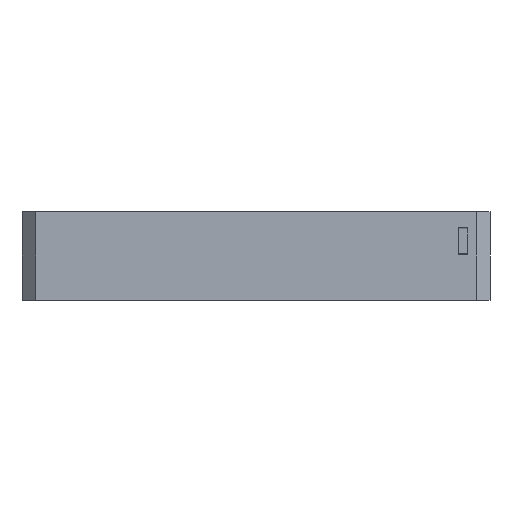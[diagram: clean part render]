
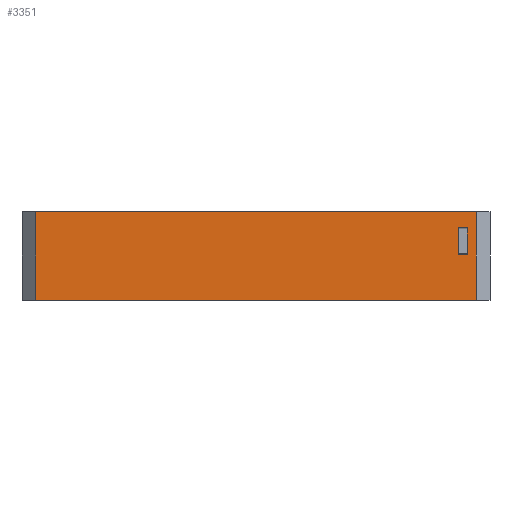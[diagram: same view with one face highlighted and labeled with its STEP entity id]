
A CAD part, left-side view. The second image highlights one B-rep face of the part: STEP entity #3351.
In plain terms, the highlighted planar face has unit normal (-1, 0, 0).
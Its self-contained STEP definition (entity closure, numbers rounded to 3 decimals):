
#124 = VECTOR ( 'NONE', #1934, 1000. ) ;
#199 = DIRECTION ( 'NONE',  ( 0., 1., 0. ) ) ;
#203 = LINE ( 'NONE', #4040, #3568 ) ;
#206 = VERTEX_POINT ( 'NONE', #3872 ) ;
#363 = VECTOR ( 'NONE', #1511, 1000. ) ;
#627 = EDGE_CURVE ( 'NONE', #727, #2052, #1642, .T. ) ;
#727 = VERTEX_POINT ( 'NONE', #1383 ) ;
#785 = EDGE_LOOP ( 'NONE', ( #3084, #3185, #3330, #4221 ) ) ;
#866 = FACE_OUTER_BOUND ( 'NONE', #3290, .T. ) ;
#938 = EDGE_CURVE ( 'NONE', #727, #2226, #4043, .T. ) ;
#1007 = CARTESIAN_POINT ( 'NONE',  ( -22., -18., 10. ) ) ;
#1056 = CARTESIAN_POINT ( 'NONE',  ( -22., -16., 1.75 ) ) ;
#1091 = DIRECTION ( 'NONE',  ( 0., -1., 0. ) ) ;
#1127 = CARTESIAN_POINT ( 'NONE',  ( -22., 79., 10. ) ) ;
#1240 = LINE ( 'NONE', #2863, #124 ) ;
#1383 = CARTESIAN_POINT ( 'NONE',  ( -22., -16., 0.55 ) ) ;
#1401 = EDGE_CURVE ( 'NONE', #4206, #2696, #3744, .T. ) ;
#1436 = EDGE_CURVE ( 'NONE', #2696, #4145, #3095, .T. ) ;
#1511 = DIRECTION ( 'NONE',  ( 0., 0., -1. ) ) ;
#1586 = CARTESIAN_POINT ( 'NONE',  ( -22., 0., 0.55 ) ) ;
#1642 = LINE ( 'NONE', #1586, #2435 ) ;
#1722 = CARTESIAN_POINT ( 'NONE',  ( -22., -16., 6.45 ) ) ;
#1816 = ORIENTED_EDGE ( 'NONE', *, *, #2471, .T. ) ;
#1822 = CARTESIAN_POINT ( 'NONE',  ( -22., -18., -9.5 ) ) ;
#1934 = DIRECTION ( 'NONE',  ( 0., 0., 1. ) ) ;
#1959 = EDGE_CURVE ( 'NONE', #2052, #206, #203, .T. ) ;
#1966 = DIRECTION ( 'NONE',  ( 0., 1., 0. ) ) ;
#2016 = LINE ( 'NONE', #2983, #3194 ) ;
#2052 = VERTEX_POINT ( 'NONE', #3855 ) ;
#2131 = CARTESIAN_POINT ( 'NONE',  ( -22., 79., 0. ) ) ;
#2152 = VECTOR ( 'NONE', #2384, 1000. ) ;
#2155 = FACE_BOUND ( 'NONE', #785, .T. ) ;
#2179 = PLANE ( 'NONE',  #3323 ) ;
#2226 = VERTEX_POINT ( 'NONE', #1722 ) ;
#2371 = CARTESIAN_POINT ( 'NONE',  ( -22., -16., 6.45 ) ) ;
#2384 = DIRECTION ( 'NONE',  ( 0., 0., 1. ) ) ;
#2435 = VECTOR ( 'NONE', #1966, 1000. ) ;
#2444 = CARTESIAN_POINT ( 'NONE',  ( -22., 79., -9.5 ) ) ;
#2471 = EDGE_CURVE ( 'NONE', #4145, #2614, #1240, .T. ) ;
#2549 = ORIENTED_EDGE ( 'NONE', *, *, #1401, .T. ) ;
#2614 = VERTEX_POINT ( 'NONE', #1007 ) ;
#2696 = VERTEX_POINT ( 'NONE', #2444 ) ;
#2734 = EDGE_CURVE ( 'NONE', #206, #2226, #2743, .T. ) ;
#2743 = LINE ( 'NONE', #2371, #3889 ) ;
#2772 = CARTESIAN_POINT ( 'NONE',  ( -22., -21., -9.5 ) ) ;
#2779 = DIRECTION ( 'NONE',  ( 0., 0., 1. ) ) ;
#2863 = CARTESIAN_POINT ( 'NONE',  ( -22., -18., 10. ) ) ;
#2913 = ORIENTED_EDGE ( 'NONE', *, *, #3635, .T. ) ;
#2983 = CARTESIAN_POINT ( 'NONE',  ( -22., -21., 10. ) ) ;
#3062 = ORIENTED_EDGE ( 'NONE', *, *, #1436, .T. ) ;
#3084 = ORIENTED_EDGE ( 'NONE', *, *, #938, .F. ) ;
#3095 = LINE ( 'NONE', #2772, #4078 ) ;
#3143 = DIRECTION ( 'NONE',  ( 1., 0., 0. ) ) ;
#3185 = ORIENTED_EDGE ( 'NONE', *, *, #627, .T. ) ;
#3194 = VECTOR ( 'NONE', #4029, 1000. ) ;
#3290 = EDGE_LOOP ( 'NONE', ( #3062, #1816, #2913, #2549 ) ) ;
#3323 = AXIS2_PLACEMENT_3D ( 'NONE', #3450, #3143, #199 ) ;
#3330 = ORIENTED_EDGE ( 'NONE', *, *, #1959, .T. ) ;
#3351 = ADVANCED_FACE ( 'NONE', ( #2155, #866 ), #2179, .F. ) ;
#3450 = CARTESIAN_POINT ( 'NONE',  ( -22., 0., 0. ) ) ;
#3568 = VECTOR ( 'NONE', #2779, 1000. ) ;
#3635 = EDGE_CURVE ( 'NONE', #2614, #4206, #2016, .T. ) ;
#3744 = LINE ( 'NONE', #2131, #363 ) ;
#3855 = CARTESIAN_POINT ( 'NONE',  ( -22., -14., 0.55 ) ) ;
#3872 = CARTESIAN_POINT ( 'NONE',  ( -22., -14., 6.45 ) ) ;
#3889 = VECTOR ( 'NONE', #4050, 1000. ) ;
#4029 = DIRECTION ( 'NONE',  ( 0., 1., 0. ) ) ;
#4040 = CARTESIAN_POINT ( 'NONE',  ( -22., -14., 1.75 ) ) ;
#4043 = LINE ( 'NONE', #1056, #2152 ) ;
#4050 = DIRECTION ( 'NONE',  ( 0., -1., 0. ) ) ;
#4078 = VECTOR ( 'NONE', #1091, 1000. ) ;
#4145 = VERTEX_POINT ( 'NONE', #1822 ) ;
#4206 = VERTEX_POINT ( 'NONE', #1127 ) ;
#4221 = ORIENTED_EDGE ( 'NONE', *, *, #2734, .T. ) ;
